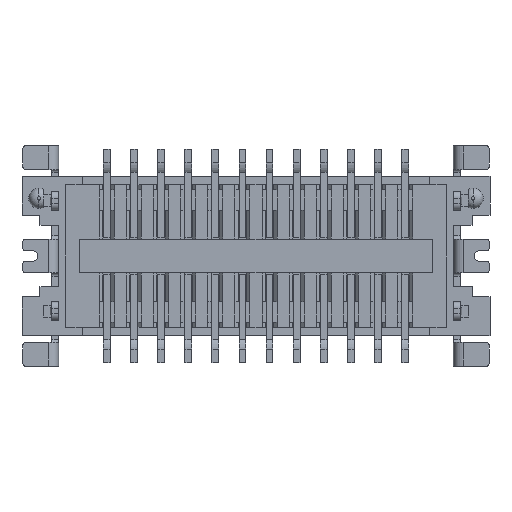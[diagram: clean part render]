
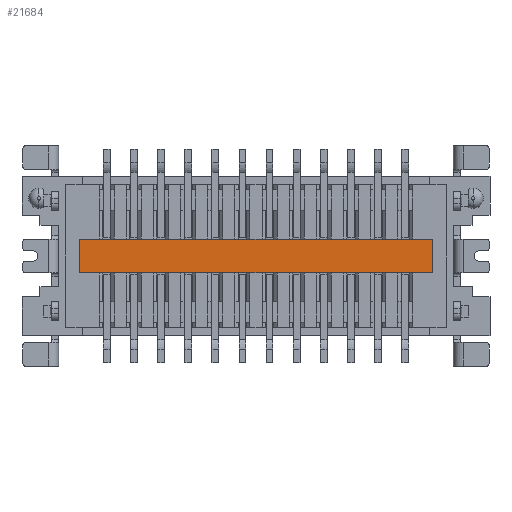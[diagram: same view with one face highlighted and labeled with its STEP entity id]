
A CAD part, front view. The second image highlights one B-rep face of the part: STEP entity #21684.
In plain terms, the highlighted planar face has unit normal (0, -1, 0).
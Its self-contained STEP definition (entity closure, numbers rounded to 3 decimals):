
#254 = CARTESIAN_POINT ( 'NONE',  ( -5.2, -1.35, 0.5 ) ) ;
#732 = EDGE_CURVE ( 'NONE', #25291, #16163, #27944, .T. ) ;
#837 = PLANE ( 'NONE',  #25665 ) ;
#1834 = VECTOR ( 'NONE', #16452, 1000. ) ;
#5300 = DIRECTION ( 'NONE',  ( -1., 0., 0. ) ) ;
#5813 = CARTESIAN_POINT ( 'NONE',  ( -5.2, -1.35, 0.5 ) ) ;
#6298 = CARTESIAN_POINT ( 'NONE',  ( 5.2, -1.35, 0.5 ) ) ;
#6787 = VECTOR ( 'NONE', #23228, 1000. ) ;
#7676 = VERTEX_POINT ( 'NONE', #6298 ) ;
#9608 = CARTESIAN_POINT ( 'NONE',  ( 5.2, -1.35, 0.5 ) ) ;
#10995 = CARTESIAN_POINT ( 'NONE',  ( -5.2, -1.35, -0.5 ) ) ;
#11707 = ORIENTED_EDGE ( 'NONE', *, *, #16093, .T. ) ;
#13079 = CARTESIAN_POINT ( 'NONE',  ( -5.2, -1.35, -0.5 ) ) ;
#13565 = DIRECTION ( 'NONE',  ( 0., 0., -1. ) ) ;
#13916 = CARTESIAN_POINT ( 'NONE',  ( -5.2, -1.35, 0.5 ) ) ;
#14260 = EDGE_CURVE ( 'NONE', #16163, #30696, #20256, .T. ) ;
#16093 = EDGE_CURVE ( 'NONE', #7676, #25291, #30870, .T. ) ;
#16163 = VERTEX_POINT ( 'NONE', #16685 ) ;
#16452 = DIRECTION ( 'NONE',  ( 0., 0., -1. ) ) ;
#16685 = CARTESIAN_POINT ( 'NONE',  ( -5.2, -1.35, -0.5 ) ) ;
#18024 = EDGE_CURVE ( 'NONE', #30696, #7676, #31921, .T. ) ;
#18061 = CARTESIAN_POINT ( 'NONE',  ( 5.2, -1.35, -0.5 ) ) ;
#18445 = VECTOR ( 'NONE', #29873, 1000. ) ;
#20256 = LINE ( 'NONE', #13079, #6787 ) ;
#21684 = ADVANCED_FACE ( 'NONE', ( #32744 ), #837, .T. ) ;
#23228 = DIRECTION ( 'NONE',  ( 1., 0., 0. ) ) ;
#24114 = VECTOR ( 'NONE', #5300, 1000. ) ;
#24586 = EDGE_LOOP ( 'NONE', ( #26391, #25685, #26414, #11707 ) ) ;
#25291 = VERTEX_POINT ( 'NONE', #5813 ) ;
#25665 = AXIS2_PLACEMENT_3D ( 'NONE', #10995, #28709, #13565 ) ;
#25685 = ORIENTED_EDGE ( 'NONE', *, *, #14260, .T. ) ;
#26391 = ORIENTED_EDGE ( 'NONE', *, *, #732, .T. ) ;
#26414 = ORIENTED_EDGE ( 'NONE', *, *, #18024, .T. ) ;
#27944 = LINE ( 'NONE', #13916, #1834 ) ;
#28709 = DIRECTION ( 'NONE',  ( 0., -1., 0. ) ) ;
#29873 = DIRECTION ( 'NONE',  ( 0., 0., 1. ) ) ;
#30696 = VERTEX_POINT ( 'NONE', #18061 ) ;
#30870 = LINE ( 'NONE', #254, #24114 ) ;
#31921 = LINE ( 'NONE', #9608, #18445 ) ;
#32744 = FACE_OUTER_BOUND ( 'NONE', #24586, .T. ) ;
